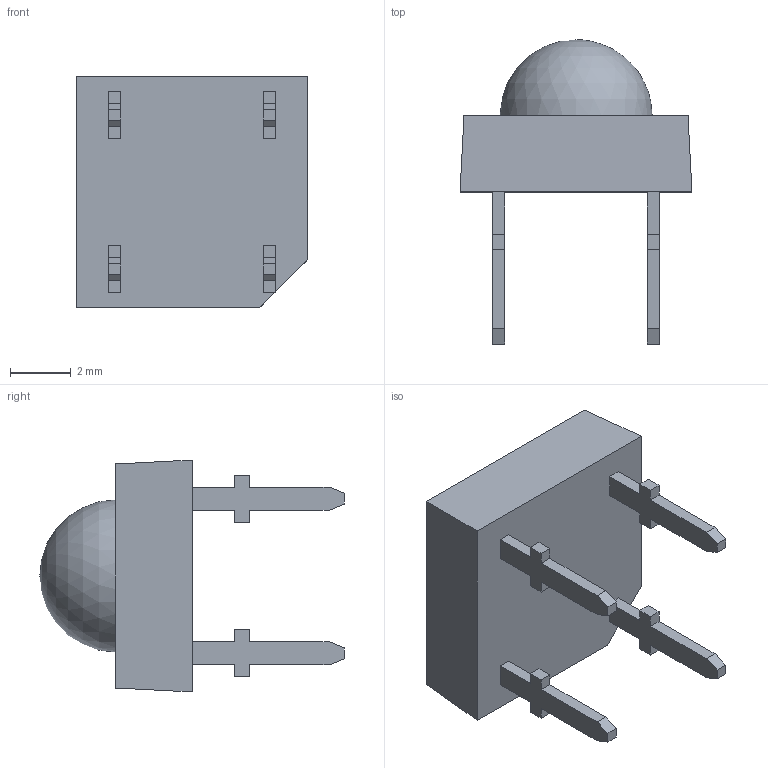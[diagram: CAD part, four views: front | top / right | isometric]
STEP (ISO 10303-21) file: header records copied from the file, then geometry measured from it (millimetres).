
FILE_DESCRIPTION (( 'STEP AP214' ), '1' );
FILE_NAME ('4AC61EAA-65B0-48BB-9313-867AE2635CED.STEP', '2022-08-12T09:45:10', ( '' ), ( '' ), 'SwSTEP 2.0', 'SolidWorks 2022', '' );
FILE_SCHEMA (( 'AUTOMOTIVE_DESIGN' ));
Length unit declared in the file: millimetre
Products named in the file (1): 4AC61EAA-65B0-48BB-9313-867AE2635CED
Bounding box: 7.62 x 10 x 7.62 mm (x, y, z)
Volume: 176.9 mm3; surface area: 253.4 mm2
Topology: 1 solids, 1 shells, 70 faces, 192 edges, 128 vertices
Faces by surface type: plane 67, cylinder 2, sphere 1
Entity records: 2895 total; most frequent: CARTESIAN_POINT 386, ORIENTED_EDGE 378, DIRECTION 335, EDGE_CURVE 189, VECTOR 185, LINE 185, VERTEX_POINT 126, EDGE_LOOP 75
